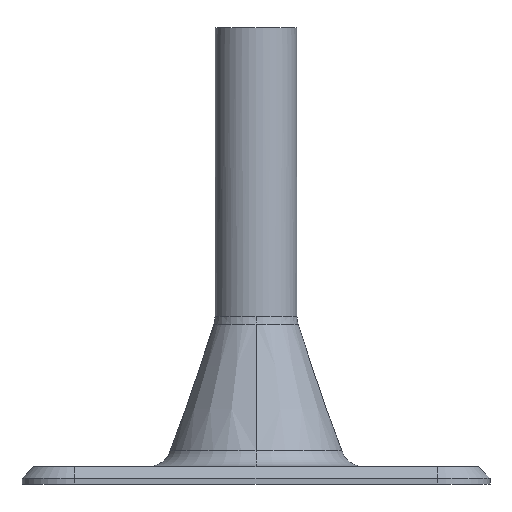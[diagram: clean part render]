
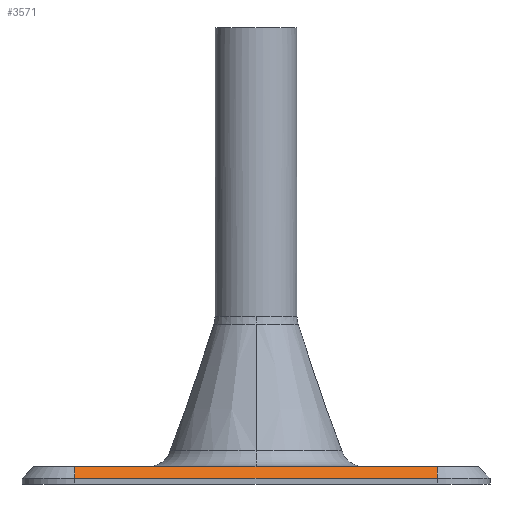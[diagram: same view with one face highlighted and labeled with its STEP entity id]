
A CAD part, front view. The second image highlights one B-rep face of the part: STEP entity #3571.
In plain terms, the highlighted planar face has unit normal (0, -0.707, 0.707).
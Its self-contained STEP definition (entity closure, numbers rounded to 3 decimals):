
#251 = CONICAL_SURFACE('',#252,4.5,0.785);
#252 = AXIS2_PLACEMENT_3D('',#253,#254,#255);
#253 = CARTESIAN_POINT('',(15.5,-14.5,0.5));
#254 = DIRECTION('',(0.,0.,-1.));
#255 = DIRECTION('',(1.,0.,0.));
#274 = VERTEX_POINT('',#275);
#275 = CARTESIAN_POINT('',(15.5,-19.,0.5));
#302 = EDGE_CURVE('',#274,#303,#305,.T.);
#303 = VERTEX_POINT('',#304);
#304 = CARTESIAN_POINT('',(15.5,-18.,1.5));
#305 = SURFACE_CURVE('',#306,(#310,#316),.PCURVE_S1.);
#306 = LINE('',#307,#308);
#307 = CARTESIAN_POINT('',(15.5,-19.,0.5));
#308 = VECTOR('',#309,1.);
#309 = DIRECTION('',(0.,0.707,0.707));
#310 = PCURVE('',#251,#311);
#311 = DEFINITIONAL_REPRESENTATION('',(#312),#315);
#312 = B_SPLINE_CURVE_WITH_KNOTS('',1,(#313,#314),.UNSPECIFIED.,.F.,.F.,
  (2,2),(0.,1.414),.PIECEWISE_BEZIER_KNOTS.);
#313 = CARTESIAN_POINT('',(1.571,0.));
#314 = CARTESIAN_POINT('',(1.571,-1.));
#315 = ( GEOMETRIC_REPRESENTATION_CONTEXT(2) 
PARAMETRIC_REPRESENTATION_CONTEXT() REPRESENTATION_CONTEXT('2D SPACE',''
  ) );
#316 = PCURVE('',#317,#322);
#317 = PLANE('',#318);
#318 = AXIS2_PLACEMENT_3D('',#319,#320,#321);
#319 = CARTESIAN_POINT('',(0.,-18.5,1.));
#320 = DIRECTION('',(-0.,-0.707,0.707));
#321 = DIRECTION('',(0.,-0.707,-0.707));
#322 = DEFINITIONAL_REPRESENTATION('',(#323),#327);
#323 = LINE('',#324,#325);
#324 = CARTESIAN_POINT('',(0.707,15.5));
#325 = VECTOR('',#326,1.);
#326 = DIRECTION('',(-1.,0.));
#327 = ( GEOMETRIC_REPRESENTATION_CONTEXT(2) 
PARAMETRIC_REPRESENTATION_CONTEXT() REPRESENTATION_CONTEXT('2D SPACE',''
  ) );
#344 = PLANE('',#345);
#345 = AXIS2_PLACEMENT_3D('',#346,#347,#348);
#346 = CARTESIAN_POINT('',(0.,20.243,
    1.5));
#347 = DIRECTION('',(0.,0.,1.));
#348 = DIRECTION('',(0.,1.,0.));
#623 = PLANE('',#624);
#624 = AXIS2_PLACEMENT_3D('',#625,#626,#627);
#625 = CARTESIAN_POINT('',(0.,-19.,0.25));
#626 = DIRECTION('',(-0.,-1.,0.));
#627 = DIRECTION('',(0.,0.,-1.));
#736 = EDGE_CURVE('',#737,#303,#739,.T.);
#737 = VERTEX_POINT('',#738);
#738 = CARTESIAN_POINT('',(-15.5,-18.,1.5));
#739 = SURFACE_CURVE('',#740,(#744,#751),.PCURVE_S1.);
#740 = LINE('',#741,#742);
#741 = CARTESIAN_POINT('',(-15.5,-18.,1.5));
#742 = VECTOR('',#743,1.);
#743 = DIRECTION('',(1.,0.,0.));
#744 = PCURVE('',#344,#745);
#745 = DEFINITIONAL_REPRESENTATION('',(#746),#750);
#746 = LINE('',#747,#748);
#747 = CARTESIAN_POINT('',(-38.243,15.5));
#748 = VECTOR('',#749,1.);
#749 = DIRECTION('',(0.,-1.));
#750 = ( GEOMETRIC_REPRESENTATION_CONTEXT(2) 
PARAMETRIC_REPRESENTATION_CONTEXT() REPRESENTATION_CONTEXT('2D SPACE',''
  ) );
#751 = PCURVE('',#317,#752);
#752 = DEFINITIONAL_REPRESENTATION('',(#753),#757);
#753 = LINE('',#754,#755);
#754 = CARTESIAN_POINT('',(-0.707,-15.5));
#755 = VECTOR('',#756,1.);
#756 = DIRECTION('',(0.,1.));
#757 = ( GEOMETRIC_REPRESENTATION_CONTEXT(2) 
PARAMETRIC_REPRESENTATION_CONTEXT() REPRESENTATION_CONTEXT('2D SPACE',''
  ) );
#914 = CONICAL_SURFACE('',#915,4.5,0.785);
#915 = AXIS2_PLACEMENT_3D('',#916,#917,#918);
#916 = CARTESIAN_POINT('',(-15.5,-14.5,0.5));
#917 = DIRECTION('',(0.,0.,-1.));
#918 = DIRECTION('',(-1.,0.,-0.));
#1258 = VERTEX_POINT('',#1259);
#1259 = CARTESIAN_POINT('',(-15.5,-19.,0.5));
#1286 = EDGE_CURVE('',#1258,#737,#1287,.T.);
#1287 = SURFACE_CURVE('',#1288,(#1292,#1299),.PCURVE_S1.);
#1288 = LINE('',#1289,#1290);
#1289 = CARTESIAN_POINT('',(-15.5,-19.,0.5));
#1290 = VECTOR('',#1291,1.);
#1291 = DIRECTION('',(0.,0.707,0.707)
  );
#1292 = PCURVE('',#914,#1293);
#1293 = DEFINITIONAL_REPRESENTATION('',(#1294),#1298);
#1294 = LINE('',#1295,#1296);
#1295 = CARTESIAN_POINT('',(-1.571,-0.));
#1296 = VECTOR('',#1297,1.);
#1297 = DIRECTION('',(-0.,-1.));
#1298 = ( GEOMETRIC_REPRESENTATION_CONTEXT(2) 
PARAMETRIC_REPRESENTATION_CONTEXT() REPRESENTATION_CONTEXT('2D SPACE',''
  ) );
#1299 = PCURVE('',#317,#1300);
#1300 = DEFINITIONAL_REPRESENTATION('',(#1301),#1305);
#1301 = LINE('',#1302,#1303);
#1302 = CARTESIAN_POINT('',(0.707,-15.5));
#1303 = VECTOR('',#1304,1.);
#1304 = DIRECTION('',(-1.,0.));
#1305 = ( GEOMETRIC_REPRESENTATION_CONTEXT(2) 
PARAMETRIC_REPRESENTATION_CONTEXT() REPRESENTATION_CONTEXT('2D SPACE',''
  ) );
#3571 = ADVANCED_FACE('',(#3572),#317,.T.);
#3572 = FACE_BOUND('',#3573,.T.);
#3573 = EDGE_LOOP('',(#3574,#3575,#3596,#3597));
#3574 = ORIENTED_EDGE('',*,*,#1286,.F.);
#3575 = ORIENTED_EDGE('',*,*,#3576,.T.);
#3576 = EDGE_CURVE('',#1258,#274,#3577,.T.);
#3577 = SURFACE_CURVE('',#3578,(#3582,#3589),.PCURVE_S1.);
#3578 = LINE('',#3579,#3580);
#3579 = CARTESIAN_POINT('',(-15.5,-19.,0.5));
#3580 = VECTOR('',#3581,1.);
#3581 = DIRECTION('',(1.,0.,0.));
#3582 = PCURVE('',#317,#3583);
#3583 = DEFINITIONAL_REPRESENTATION('',(#3584),#3588);
#3584 = LINE('',#3585,#3586);
#3585 = CARTESIAN_POINT('',(0.707,-15.5));
#3586 = VECTOR('',#3587,1.);
#3587 = DIRECTION('',(0.,1.));
#3588 = ( GEOMETRIC_REPRESENTATION_CONTEXT(2) 
PARAMETRIC_REPRESENTATION_CONTEXT() REPRESENTATION_CONTEXT('2D SPACE',''
  ) );
#3589 = PCURVE('',#623,#3590);
#3590 = DEFINITIONAL_REPRESENTATION('',(#3591),#3595);
#3591 = LINE('',#3592,#3593);
#3592 = CARTESIAN_POINT('',(-0.25,-15.5));
#3593 = VECTOR('',#3594,1.);
#3594 = DIRECTION('',(0.,1.));
#3595 = ( GEOMETRIC_REPRESENTATION_CONTEXT(2) 
PARAMETRIC_REPRESENTATION_CONTEXT() REPRESENTATION_CONTEXT('2D SPACE',''
  ) );
#3596 = ORIENTED_EDGE('',*,*,#302,.T.);
#3597 = ORIENTED_EDGE('',*,*,#736,.F.);
